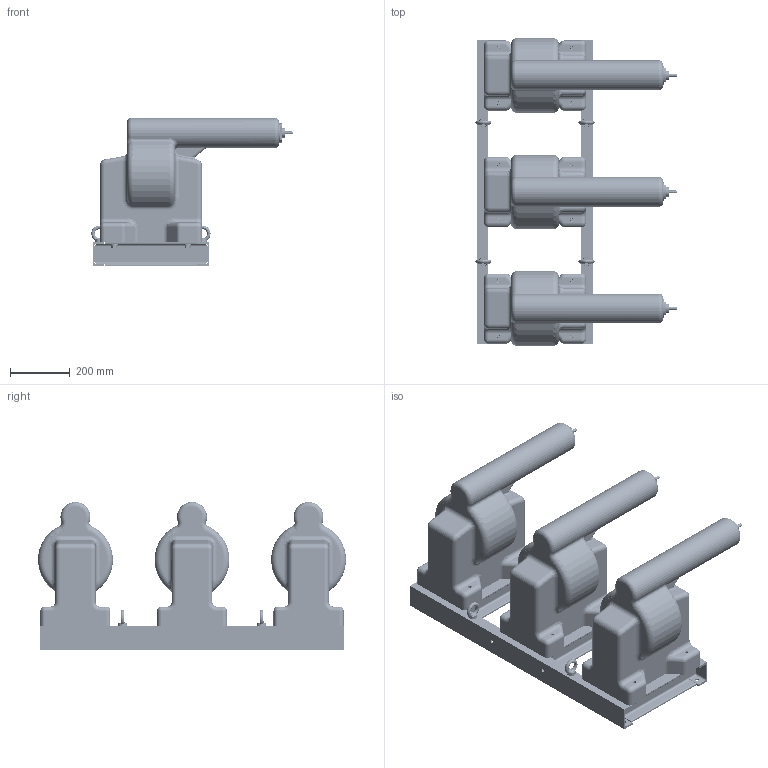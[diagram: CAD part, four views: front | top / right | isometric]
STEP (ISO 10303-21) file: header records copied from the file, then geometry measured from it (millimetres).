
FILE_DESCRIPTION(('STEP AP242'), '1');
FILE_NAME('ÀÄØÏ.1.757.010 ÍÀËÈ-ÝÊ-24(35) Ì8Ï 24-35êÂ', '', ('UNSPECIFIED'), ('UNSPECIFIED'), 'ASCON STEP Converter 1.6', 'ASCON Math Kernel', '');
FILE_SCHEMA(('AP242_MANAGED_MODEL_BASED_3D_ENGINEERING_MIM_LF { 1 0 10303 442 1 1 4 }'));
Length unit declared in the file: millimetre
Assembly tree (82 placements, depth 3):
  (unnamed)
    (unnamed)  x6
      (unnamed)
    (unnamed)
      (unnamed)
    (unnamed)
      (unnamed)
    (unnamed)  x4
    (unnamed)  x16
    (unnamed)  x16
    (unnamed)  x4
    (unnamed)  x12
    (unnamed)  x3
      (unnamed)
      (unnamed)
      (unnamed)
      (unnamed)
      (unnamed)
      (unnamed)
Bounding box: 671.9 x 1027.37 x 494 mm (x, y, z)
Volume: 68925100.7 mm3; surface area: 3371142.8 mm2
Topology: 108 solids, 108 shells, 4198 faces, 10742 edges, 6954 vertices
Faces by surface type: cylinder 1868, plane 1799, cone 219, torus 199, bspline 95, sphere 18
Full cylindrical faces by diameter (mm): 4 x6, 4.917 x6, 5 x48, 5.917 x21, 6 x6, 6.95 x21, 7 x6, 8 x48, 8.5 x1, 9 x12, 10 x45, 10.106 x12, 10.376 x4, 11 x2, 12 x16, 13 x28, 14 x12, 16 x60, 24 x52, 25 x3, 32 x3, 41.5 x3, 50 x3, 54.752 x3, 56 x3, 64 x6, 100 x3
Entity records: 62358 total; most frequent: CARTESIAN_POINT 22181, DIRECTION 6296, ORIENTED_EDGE 5824, EDGE_CURVE 2912, AXIS2_PLACEMENT_3D 2340, VERTEX_POINT 1972, LINE 1616, VECTOR 1616
